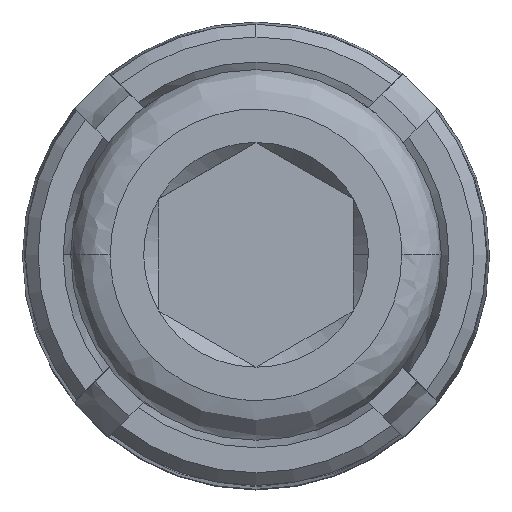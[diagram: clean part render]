
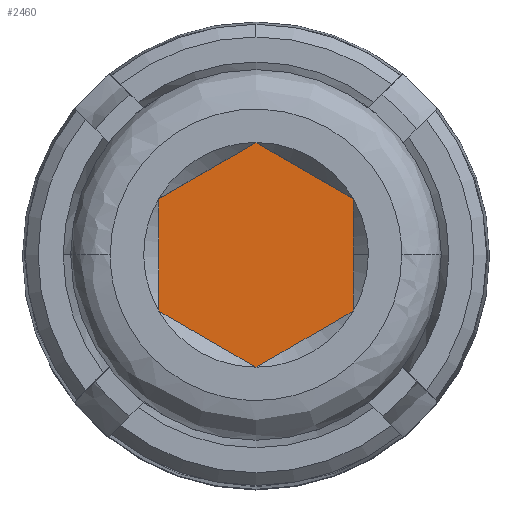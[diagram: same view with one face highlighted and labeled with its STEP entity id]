
A CAD part, top view. The second image highlights one B-rep face of the part: STEP entity #2460.
In plain terms, the highlighted planar face has unit normal (0, 0, 1).
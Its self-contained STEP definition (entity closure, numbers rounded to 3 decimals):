
#147 = VECTOR ( 'NONE', #848, 1000. ) ;
#190 = LINE ( 'NONE', #2045, #1469 ) ;
#410 = DIRECTION ( 'NONE',  ( 0., -1., 0. ) ) ;
#505 = VECTOR ( 'NONE', #2819, 1000. ) ;
#549 = VECTOR ( 'NONE', #410, 1000. ) ;
#580 = CARTESIAN_POINT ( 'NONE',  ( 1.25, 0.722, 1.175 ) ) ;
#668 = LINE ( 'NONE', #2010, #549 ) ;
#711 = CARTESIAN_POINT ( 'NONE',  ( -1.25, -0.722, 1.175 ) ) ;
#720 = LINE ( 'NONE', #2807, #505 ) ;
#728 = CARTESIAN_POINT ( 'NONE',  ( -1.25, -0.722, 1.175 ) ) ;
#782 = VERTEX_POINT ( 'NONE', #1309 ) ;
#813 = EDGE_LOOP ( 'NONE', ( #1804, #1533, #1665, #1230, #2124, #2607 ) ) ;
#848 = DIRECTION ( 'NONE',  ( -0.866, 0.5, 0. ) ) ;
#920 = DIRECTION ( 'NONE',  ( 1., 0., 0. ) ) ;
#945 = DIRECTION ( 'NONE',  ( 0.866, 0.5, 0. ) ) ;
#1078 = AXIS2_PLACEMENT_3D ( 'NONE', #1644, #2103, #920 ) ;
#1141 = CARTESIAN_POINT ( 'NONE',  ( 1.25, 0.722, 1.175 ) ) ;
#1164 = PLANE ( 'NONE',  #1078 ) ;
#1191 = EDGE_CURVE ( 'NONE', #2082, #782, #1585, .T. ) ;
#1230 = ORIENTED_EDGE ( 'NONE', *, *, #2514, .T. ) ;
#1237 = EDGE_CURVE ( 'NONE', #2436, #1786, #668, .T. ) ;
#1274 = VECTOR ( 'NONE', #2567, 1000. ) ;
#1309 = CARTESIAN_POINT ( 'NONE',  ( 0., 1.443, 1.175 ) ) ;
#1337 = VERTEX_POINT ( 'NONE', #2589 ) ;
#1469 = VECTOR ( 'NONE', #2064, 1000. ) ;
#1533 = ORIENTED_EDGE ( 'NONE', *, *, #2406, .T. ) ;
#1585 = LINE ( 'NONE', #1141, #147 ) ;
#1587 = CARTESIAN_POINT ( 'NONE',  ( -1.25, 0.722, 1.175 ) ) ;
#1644 = CARTESIAN_POINT ( 'NONE',  ( -1.25, 2.165, 1.175 ) ) ;
#1665 = ORIENTED_EDGE ( 'NONE', *, *, #1191, .T. ) ;
#1712 = VECTOR ( 'NONE', #945, 1000. ) ;
#1746 = CARTESIAN_POINT ( 'NONE',  ( 0., -1.443, 1.175 ) ) ;
#1748 = EDGE_CURVE ( 'NONE', #2128, #1337, #2288, .T. ) ;
#1786 = VERTEX_POINT ( 'NONE', #728 ) ;
#1804 = ORIENTED_EDGE ( 'NONE', *, *, #1748, .T. ) ;
#2010 = CARTESIAN_POINT ( 'NONE',  ( -1.25, 0.722, 1.175 ) ) ;
#2045 = CARTESIAN_POINT ( 'NONE',  ( 1.25, 2.165, 1.175 ) ) ;
#2064 = DIRECTION ( 'NONE',  ( 0., 1., 0. ) ) ;
#2082 = VERTEX_POINT ( 'NONE', #580 ) ;
#2103 = DIRECTION ( 'NONE',  ( 0., 0., 1. ) ) ;
#2124 = ORIENTED_EDGE ( 'NONE', *, *, #1237, .T. ) ;
#2128 = VERTEX_POINT ( 'NONE', #1746 ) ;
#2288 = LINE ( 'NONE', #2583, #1712 ) ;
#2406 = EDGE_CURVE ( 'NONE', #1337, #2082, #190, .T. ) ;
#2436 = VERTEX_POINT ( 'NONE', #1587 ) ;
#2460 = ADVANCED_FACE ( 'NONE', ( #3026 ), #1164, .T. ) ;
#2514 = EDGE_CURVE ( 'NONE', #782, #2436, #720, .T. ) ;
#2567 = DIRECTION ( 'NONE',  ( 0.866, -0.5, 0. ) ) ;
#2583 = CARTESIAN_POINT ( 'NONE',  ( 0., -1.443, 1.175 ) ) ;
#2589 = CARTESIAN_POINT ( 'NONE',  ( 1.25, -0.722, 1.175 ) ) ;
#2593 = EDGE_CURVE ( 'NONE', #1786, #2128, #2783, .T. ) ;
#2607 = ORIENTED_EDGE ( 'NONE', *, *, #2593, .T. ) ;
#2783 = LINE ( 'NONE', #711, #1274 ) ;
#2807 = CARTESIAN_POINT ( 'NONE',  ( 0., 1.443, 1.175 ) ) ;
#2819 = DIRECTION ( 'NONE',  ( -0.866, -0.5, 0. ) ) ;
#3026 = FACE_OUTER_BOUND ( 'NONE', #813, .T. ) ;
